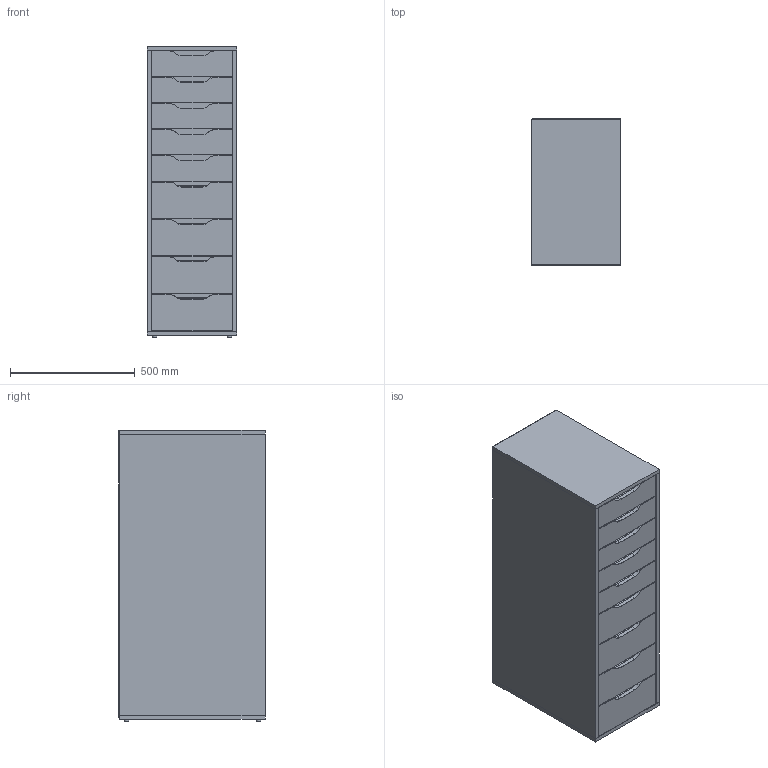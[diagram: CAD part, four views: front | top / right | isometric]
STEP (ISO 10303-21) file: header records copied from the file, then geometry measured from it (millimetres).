
FILE_DESCRIPTION(/* description */ (''),/* implementation_level */ '2;1');
FILE_NAME(/* name */ 'Ikea Alex 9-Drawer Stack',/* time_stamp */ '2023-02-17T20:13:03-05:00',/* author */ ('Kamyar'),/* organization */ ('S&D Machine and Tool, Inc.'),/* preprocessor_version */ 'ST-DEVELOPER v16.7',/* originating_system */ 'Solid Edge',/* authorisation */ 'Unknown');
FILE_SCHEMA (('AUTOMOTIVE_DESIGN {1 0 10303 214 3 1 1}'));
Length unit declared in the file: inch
Products named in the file (15): Ikea Alex 9-Drawer Stack; Ikea Alex Foot 2; Ikea Alex Tall Drawer; Ikea Alex Tall Drawer Side; Alex Front Drawer Board 147mm; Ikea Alex Tall Drawer Back; Ikea Alex Drawer Bottom; Ikea Alex short Drawer; Ikea Alex Shert Drawer Side; Alex Front Drawer Board 102mm; Ikea Alex Short Drawer Back; 71bollard 9-Drawer; Ikea Alex - Tall Cabinet back; 71MDF - 360mm; 71MDF - 1128mm
Assembly tree (29 placements, depth 3):
  Ikea Alex 9-Drawer Stack
    Ikea Alex Foot 2  x4
    Ikea Alex Tall Drawer  x4
      Ikea Alex Tall Drawer Side
      Alex Front Drawer Board 147mm
      Ikea Alex Tall Drawer Back
      Ikea Alex Drawer Bottom
    Ikea Alex short Drawer  x5
      Ikea Alex Shert Drawer Side
      Alex Front Drawer Board 102mm
      Ikea Alex Short Drawer Back
      Ikea Alex Drawer Bottom
    71bollard 9-Drawer
      Ikea Alex - Tall Cabinet back
      71MDF - 360mm  x2
      71MDF - 1128mm  x2
Bounding box: 360 x 586.2 x 1169 mm (x, y, z)
Volume: 54367621.2 mm3; surface area: 11420566.7 mm2
Topology: 54 solids, 54 shells, 919 faces, 2154 edges, 1280 vertices
Faces by surface type: plane 551, cylinder 220, torus 76, sphere 72
Full cylindrical faces by diameter (mm): 18 x4
Entity records: 5587 total; most frequent: DIRECTION 946, CARTESIAN_POINT 854, ORIENTED_EDGE 798, EDGE_CURVE 399, AXIS2_PLACEMENT_3D 335, LINE 276, VECTOR 276, VERTEX_POINT 243
